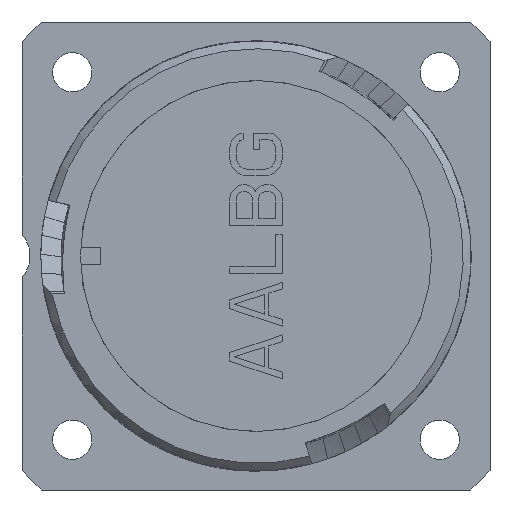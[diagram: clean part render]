
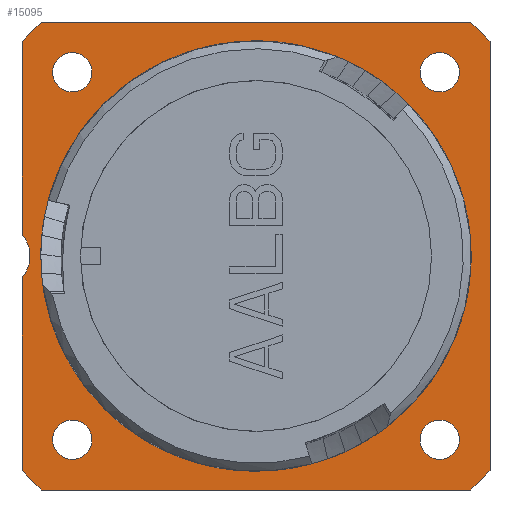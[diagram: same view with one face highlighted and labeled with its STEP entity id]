
A CAD part, left-side view. The second image highlights one B-rep face of the part: STEP entity #15095.
In plain terms, the highlighted planar face has unit normal (-1, 0, 0).
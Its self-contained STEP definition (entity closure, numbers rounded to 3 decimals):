
#620=CARTESIAN_POINT('',(20.6,0.,0.));
#621=DIRECTION('',(1.,0.,0.));
#622=DIRECTION('',(0.,1.,0.));
#623=AXIS2_PLACEMENT_3D('',#620,#621,#622);
#1627=CARTESIAN_POINT('',(20.6,0.,0.));
#1628=DIRECTION('',(-1.,0.,0.));
#1629=DIRECTION('',(0.,1.,0.));
#1630=AXIS2_PLACEMENT_3D('',#1627,#1628,#1629);
#2958=CARTESIAN_POINT('',(20.6,24.645,0.));
#2959=DIRECTION('',(-1.,0.,0.));
#2960=DIRECTION('',(0.,-0.761,-0.649));
#2961=AXIS2_PLACEMENT_3D('',#2958,#2959,#2960);
#2963=DIRECTION('',(0.,0.,1.));
#2964=VECTOR('',#2963,18.325);
#2965=CARTESIAN_POINT('',(20.6,22.225,2.063));
#2966=LINE('928',#2965,#2964);
#2967=CARTESIAN_POINT('',(20.6,0.,0.));
#2968=DIRECTION('',(1.,0.,0.));
#2969=DIRECTION('',(0.,0.737,0.676));
#2970=AXIS2_PLACEMENT_3D('',#2967,#2968,#2969);
#2972=DIRECTION('',(0.,-1.,0.));
#2973=VECTOR('',#2972,40.776);
#2974=CARTESIAN_POINT('',(20.6,20.388,22.225));
#2975=LINE('757',#2974,#2973);
#2976=CARTESIAN_POINT('',(20.6,0.,0.));
#2977=DIRECTION('',(1.,0.,0.));
#2978=DIRECTION('',(0.,-0.676,0.737));
#2979=AXIS2_PLACEMENT_3D('',#2976,#2977,#2978);
#2981=DIRECTION('',(0.,0.,-1.));
#2982=VECTOR('',#2981,40.776);
#2983=CARTESIAN_POINT('',(20.6,-22.225,20.388));
#2984=LINE('756',#2983,#2982);
#2985=CARTESIAN_POINT('',(20.6,0.,0.));
#2986=DIRECTION('',(-1.,0.,0.));
#2987=DIRECTION('',(0.,-0.676,-0.737));
#2988=AXIS2_PLACEMENT_3D('',#2985,#2986,#2987);
#2990=DIRECTION('',(0.,1.,0.));
#2991=VECTOR('',#2990,40.776);
#2992=CARTESIAN_POINT('',(20.6,-20.388,-22.225));
#2993=LINE('755',#2992,#2991);
#2994=CARTESIAN_POINT('',(20.6,0.,0.));
#2995=DIRECTION('',(-1.,0.,0.));
#2996=DIRECTION('',(0.,0.737,-0.676));
#2997=AXIS2_PLACEMENT_3D('',#2994,#2995,#2996);
#2999=DIRECTION('',(0.,0.,1.));
#3000=VECTOR('',#2999,18.325);
#3001=CARTESIAN_POINT('',(20.6,22.225,-20.388));
#3002=LINE('927',#3001,#3000);
#3003=CARTESIAN_POINT('',(20.6,17.45,-17.45));
#3004=DIRECTION('',(1.,0.,0.));
#3005=DIRECTION('',(0.,0.,-1.));
#3006=AXIS2_PLACEMENT_3D('',#3003,#3004,#3005);
#3008=CARTESIAN_POINT('',(20.6,17.45,-17.45));
#3009=DIRECTION('',(1.,0.,0.));
#3010=DIRECTION('',(0.,0.,1.));
#3011=AXIS2_PLACEMENT_3D('',#3008,#3009,#3010);
#3013=CARTESIAN_POINT('',(20.6,17.45,17.45));
#3014=DIRECTION('',(1.,0.,0.));
#3015=DIRECTION('',(0.,0.,-1.));
#3016=AXIS2_PLACEMENT_3D('',#3013,#3014,#3015);
#3018=CARTESIAN_POINT('',(20.6,17.45,17.45));
#3019=DIRECTION('',(1.,0.,0.));
#3020=DIRECTION('',(0.,0.,1.));
#3021=AXIS2_PLACEMENT_3D('',#3018,#3019,#3020);
#3023=CARTESIAN_POINT('',(20.6,-17.45,17.45));
#3024=DIRECTION('',(1.,0.,0.));
#3025=DIRECTION('',(0.,0.,-1.));
#3026=AXIS2_PLACEMENT_3D('',#3023,#3024,#3025);
#3028=CARTESIAN_POINT('',(20.6,-17.45,17.45));
#3029=DIRECTION('',(1.,0.,0.));
#3030=DIRECTION('',(0.,0.,1.));
#3031=AXIS2_PLACEMENT_3D('',#3028,#3029,#3030);
#3033=CARTESIAN_POINT('',(20.6,-17.45,-17.45));
#3034=DIRECTION('',(1.,0.,0.));
#3035=DIRECTION('',(0.,0.,-1.));
#3036=AXIS2_PLACEMENT_3D('',#3033,#3034,#3035);
#3038=CARTESIAN_POINT('',(20.6,-17.45,-17.45));
#3039=DIRECTION('',(1.,0.,0.));
#3040=DIRECTION('',(0.,0.,1.));
#3041=AXIS2_PLACEMENT_3D('',#3038,#3039,#3040);
#6046=CARTESIAN_POINT('',(20.6,20.435,0.));
#6047=CARTESIAN_POINT('',(20.6,-20.435,0.));
#6048=VERTEX_POINT('',#6046);
#6049=VERTEX_POINT('',#6047);
#6062=CARTESIAN_POINT('',(20.6,-20.388,-22.225));
#6063=CARTESIAN_POINT('',(20.6,20.388,-22.225));
#6064=VERTEX_POINT('',#6062);
#6065=VERTEX_POINT('',#6063);
#6066=CARTESIAN_POINT('',(20.6,-22.225,20.388));
#6067=CARTESIAN_POINT('',(20.6,-22.225,-20.388));
#6068=VERTEX_POINT('',#6066);
#6069=VERTEX_POINT('',#6067);
#6070=CARTESIAN_POINT('',(20.6,20.388,22.225));
#6071=CARTESIAN_POINT('',(20.6,-20.388,22.225));
#6072=VERTEX_POINT('',#6070);
#6073=VERTEX_POINT('',#6071);
#6197=CARTESIAN_POINT('',(20.6,17.45,-19.315));
#6198=CARTESIAN_POINT('',(20.6,17.45,-15.585));
#6199=VERTEX_POINT('',#6197);
#6200=VERTEX_POINT('',#6198);
#6201=CARTESIAN_POINT('',(20.6,17.45,15.585));
#6202=CARTESIAN_POINT('',(20.6,17.45,19.315));
#6203=VERTEX_POINT('',#6201);
#6204=VERTEX_POINT('',#6202);
#6205=CARTESIAN_POINT('',(20.6,-17.45,15.585));
#6206=CARTESIAN_POINT('',(20.6,-17.45,19.315));
#6207=VERTEX_POINT('',#6205);
#6208=VERTEX_POINT('',#6206);
#6209=CARTESIAN_POINT('',(20.6,-17.45,-19.315));
#6210=CARTESIAN_POINT('',(20.6,-17.45,-15.585));
#6211=VERTEX_POINT('',#6209);
#6212=VERTEX_POINT('',#6210);
#6213=CARTESIAN_POINT('',(20.6,22.225,20.388));
#6215=VERTEX_POINT('',#6213);
#6217=CARTESIAN_POINT('',(20.6,22.225,-20.388));
#6219=VERTEX_POINT('',#6217);
#6245=CARTESIAN_POINT('',(20.6,22.225,-2.063));
#6246=CARTESIAN_POINT('',(20.6,22.225,2.063));
#6247=VERTEX_POINT('',#6245);
#6248=VERTEX_POINT('',#6246);
#15040=CARTESIAN_POINT('',(20.6,0.,0.));
#15041=DIRECTION('',(1.,0.,0.));
#15042=DIRECTION('',(0.,-1.,0.));
#15043=AXIS2_PLACEMENT_3D('',#15040,#15041,#15042);
#15044=PLANE('250',#15043);
#15046=ORIENTED_EDGE('922',*,*,#15045,.T.);
#15048=ORIENTED_EDGE('928',*,*,#15047,.T.);
#15050=ORIENTED_EDGE('904',*,*,#15049,.T.);
#15052=ORIENTED_EDGE('757',*,*,#15051,.T.);
#15054=ORIENTED_EDGE('905',*,*,#15053,.T.);
#15056=ORIENTED_EDGE('756',*,*,#15055,.T.);
#15058=ORIENTED_EDGE('909',*,*,#15057,.F.);
#15060=ORIENTED_EDGE('755',*,*,#15059,.T.);
#15062=ORIENTED_EDGE('908',*,*,#15061,.F.);
#15064=ORIENTED_EDGE('927',*,*,#15063,.T.);
#15065=EDGE_LOOP('250',(#15046,#15048,#15050,#15052,#15054,#15056,#15058,#15060,
#15062,#15064));
#15066=FACE_OUTER_BOUND('250',#15065,.F.);
#15067=ORIENTED_EDGE('751',*,*,#11076,.T.);
#15068=ORIENTED_EDGE('750',*,*,#8118,.F.);
#15069=EDGE_LOOP('250',(#15067,#15068));
#15070=FACE_BOUND('250',#15069,.F.);
#15072=ORIENTED_EDGE('878',*,*,#15071,.F.);
#15074=ORIENTED_EDGE('879',*,*,#15073,.F.);
#15075=EDGE_LOOP('250',(#15072,#15074));
#15076=FACE_BOUND('250',#15075,.F.);
#15078=ORIENTED_EDGE('880',*,*,#15077,.F.);
#15080=ORIENTED_EDGE('881',*,*,#15079,.F.);
#15081=EDGE_LOOP('250',(#15078,#15080));
#15082=FACE_BOUND('250',#15081,.F.);
#15084=ORIENTED_EDGE('882',*,*,#15083,.F.);
#15086=ORIENTED_EDGE('883',*,*,#15085,.F.);
#15087=EDGE_LOOP('250',(#15084,#15086));
#15088=FACE_BOUND('250',#15087,.F.);
#15090=ORIENTED_EDGE('884',*,*,#15089,.F.);
#15092=ORIENTED_EDGE('885',*,*,#15091,.F.);
#15093=EDGE_LOOP('250',(#15090,#15092));
#15094=FACE_BOUND('250',#15093,.F.);
#624=CIRCLE('750',#623,20.435);
#1631=CIRCLE('751',#1630,20.435);
#2962=CIRCLE('922',#2961,3.18);
#2971=CIRCLE('904',#2970,30.16);
#2980=CIRCLE('905',#2979,30.16);
#2989=CIRCLE('909',#2988,30.16);
#2998=CIRCLE('908',#2997,30.16);
#3007=CIRCLE('878',#3006,1.865);
#3012=CIRCLE('879',#3011,1.865);
#3017=CIRCLE('880',#3016,1.865);
#3022=CIRCLE('881',#3021,1.865);
#3027=CIRCLE('882',#3026,1.865);
#3032=CIRCLE('883',#3031,1.865);
#3037=CIRCLE('884',#3036,1.865);
#3042=CIRCLE('885',#3041,1.865);
#8118=EDGE_CURVE('750',#6048,#6049,#624,.T.);
#11076=EDGE_CURVE('751',#6048,#6049,#1631,.T.);
#15045=EDGE_CURVE('922',#6247,#6248,#2962,.T.);
#15047=EDGE_CURVE('928',#6248,#6215,#2966,.T.);
#15049=EDGE_CURVE('904',#6215,#6072,#2971,.T.);
#15051=EDGE_CURVE('757',#6072,#6073,#2975,.T.);
#15053=EDGE_CURVE('905',#6073,#6068,#2980,.T.);
#15055=EDGE_CURVE('756',#6068,#6069,#2984,.T.);
#15057=EDGE_CURVE('909',#6064,#6069,#2989,.T.);
#15059=EDGE_CURVE('755',#6064,#6065,#2993,.T.);
#15061=EDGE_CURVE('908',#6219,#6065,#2998,.T.);
#15063=EDGE_CURVE('927',#6219,#6247,#3002,.T.);
#15071=EDGE_CURVE('878',#6199,#6200,#3007,.T.);
#15073=EDGE_CURVE('879',#6200,#6199,#3012,.T.);
#15077=EDGE_CURVE('880',#6203,#6204,#3017,.T.);
#15079=EDGE_CURVE('881',#6204,#6203,#3022,.T.);
#15083=EDGE_CURVE('882',#6207,#6208,#3027,.T.);
#15085=EDGE_CURVE('883',#6208,#6207,#3032,.T.);
#15089=EDGE_CURVE('884',#6211,#6212,#3037,.T.);
#15091=EDGE_CURVE('885',#6212,#6211,#3042,.T.);
#15095=ADVANCED_FACE('250',(#15066,#15070,#15076,#15082,#15088,#15094),#15044,
.F.);
